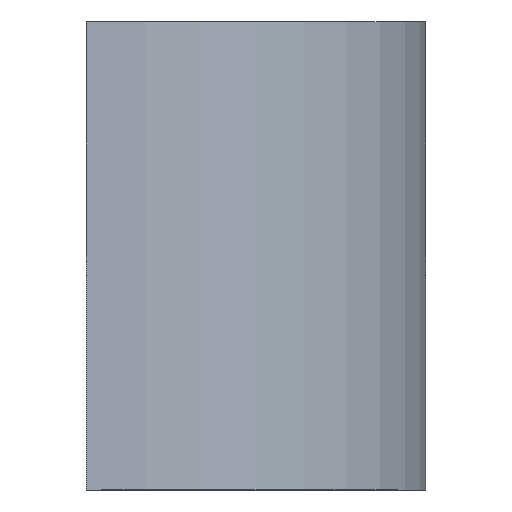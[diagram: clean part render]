
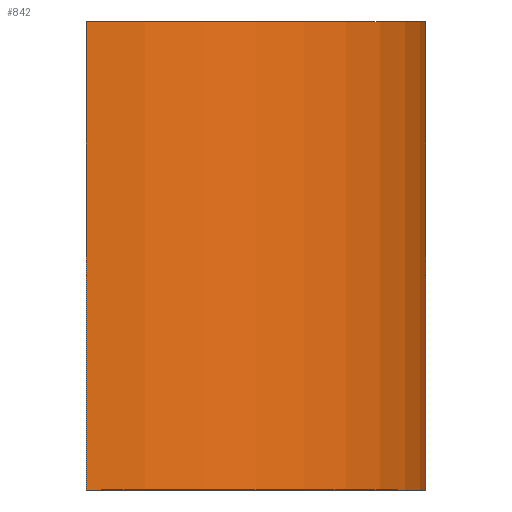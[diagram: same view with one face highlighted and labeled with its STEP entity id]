
A CAD part, front view. The second image highlights one B-rep face of the part: STEP entity #842.
In plain terms, the highlighted cylindrical face has radius 50 mm (diameter 100 mm), a partial arc.
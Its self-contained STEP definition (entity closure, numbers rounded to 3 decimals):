
#75=LINE('',#1489,#141);
#88=LINE('',#1518,#154);
#141=VECTOR('',#1051,10.);
#154=VECTOR('',#1078,10.);
#194=CYLINDRICAL_SURFACE('',#932,50.);
#262=FACE_OUTER_BOUND('',#312,.T.);
#312=EDGE_LOOP('',(#777,#778,#779,#780));
#347=CIRCLE('',#933,50.);
#348=CIRCLE('',#934,50.);
#402=VERTEX_POINT('',#1486);
#403=VERTEX_POINT('',#1488);
#411=VERTEX_POINT('',#1515);
#412=VERTEX_POINT('',#1517);
#501=EDGE_CURVE('',#402,#403,#75,.T.);
#516=EDGE_CURVE('',#412,#411,#88,.T.);
#549=EDGE_CURVE('',#402,#412,#347,.T.);
#550=EDGE_CURVE('',#403,#411,#348,.T.);
#777=ORIENTED_EDGE('',*,*,#549,.T.);
#778=ORIENTED_EDGE('',*,*,#516,.T.);
#779=ORIENTED_EDGE('',*,*,#550,.F.);
#780=ORIENTED_EDGE('',*,*,#501,.F.);
#842=ADVANCED_FACE('',(#262),#194,.T.);
#932=AXIS2_PLACEMENT_3D('',#1585,#1151,#1152);
#933=AXIS2_PLACEMENT_3D('',#1586,#1153,#1154);
#934=AXIS2_PLACEMENT_3D('',#1587,#1155,#1156);
#1051=DIRECTION('',(0.,0.,1.));
#1078=DIRECTION('',(0.,0.,1.));
#1151=DIRECTION('center_axis',(0.,0.,1.));
#1152=DIRECTION('ref_axis',(0.,-1.,0.));
#1153=DIRECTION('center_axis',(0.,0.,
1.));
#1154=DIRECTION('ref_axis',(0.,-1.,0.));
#1155=DIRECTION('center_axis',(0.,0.,
1.));
#1156=DIRECTION('ref_axis',(0.,-1.,0.));
#1486=CARTESIAN_POINT('',(99.982,-50.,2.572));
#1488=CARTESIAN_POINT('',(99.982,-50.,71.572));
#1489=CARTESIAN_POINT('',(99.982,-50.,2.572));
#1515=CARTESIAN_POINT('',(99.982,50.,71.572));
#1517=CARTESIAN_POINT('',(99.982,50.,2.572));
#1518=CARTESIAN_POINT('',(99.982,50.,2.572));
#1585=CARTESIAN_POINT('Origin',(99.982,0.,2.572));
#1586=CARTESIAN_POINT('Origin',(99.982,0.,2.572));
#1587=CARTESIAN_POINT('Origin',(99.982,0.,71.572));
